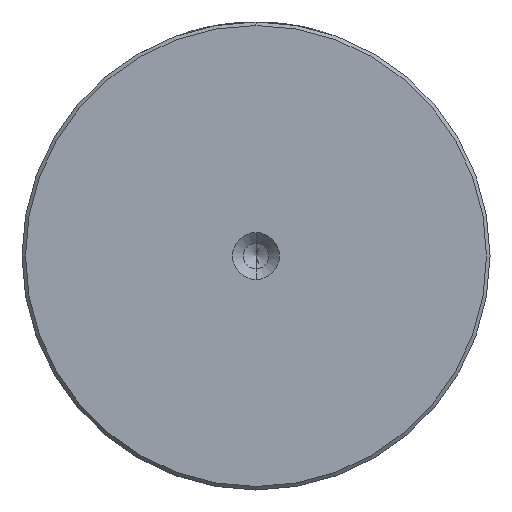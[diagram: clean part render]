
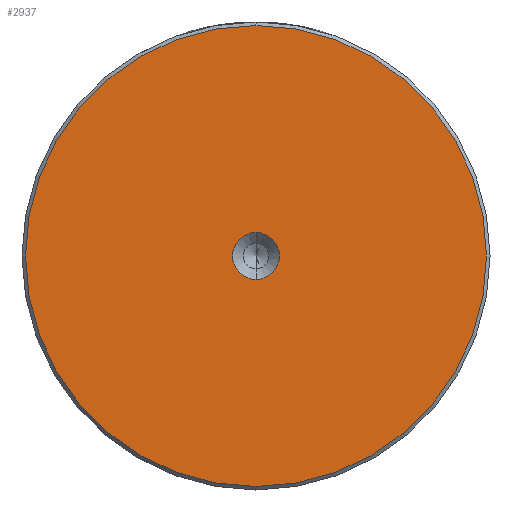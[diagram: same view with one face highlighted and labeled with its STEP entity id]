
A CAD part, left-side view. The second image highlights one B-rep face of the part: STEP entity #2937.
In plain terms, the highlighted planar face has unit normal (-1, 0, 0).
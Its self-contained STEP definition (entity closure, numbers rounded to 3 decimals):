
#3 = FACE_OUTER_BOUND ( 'NONE', #1444, .T. ) ;
#6 = VERTEX_POINT ( 'NONE', #865 ) ;
#119 = CARTESIAN_POINT ( 'NONE',  ( 0., 0., 3.3 ) ) ;
#188 = VERTEX_POINT ( 'NONE', #1978 ) ;
#338 = CARTESIAN_POINT ( 'NONE',  ( 0., 0., 32.5 ) ) ;
#340 = DIRECTION ( 'NONE',  ( -1., 0., 0. ) ) ;
#395 = CIRCLE ( 'NONE', #3050, 3.3 ) ;
#443 = CIRCLE ( 'NONE', #624, 32.5 ) ;
#558 = EDGE_CURVE ( 'NONE', #6, #2575, #2146, .T. ) ;
#586 = EDGE_CURVE ( 'NONE', #188, #2196, #794, .T. ) ;
#624 = AXIS2_PLACEMENT_3D ( 'NONE', #2781, #1290, #3035 ) ;
#676 = DIRECTION ( 'NONE',  ( -1., 0., 0. ) ) ;
#677 = FACE_BOUND ( 'NONE', #2967, .T. ) ;
#794 = CIRCLE ( 'NONE', #1834, 32.5 ) ;
#835 = DIRECTION ( 'NONE',  ( -1., 0., 0. ) ) ;
#865 = CARTESIAN_POINT ( 'NONE',  ( 0., 0., -3.3 ) ) ;
#1242 = ORIENTED_EDGE ( 'NONE', *, *, #3055, .T. ) ;
#1290 = DIRECTION ( 'NONE',  ( -1., 0., 0. ) ) ;
#1444 = EDGE_LOOP ( 'NONE', ( #2944, #1242 ) ) ;
#1506 = PLANE ( 'NONE',  #2865 ) ;
#1673 = AXIS2_PLACEMENT_3D ( 'NONE', #2355, #835, #2591 ) ;
#1834 = AXIS2_PLACEMENT_3D ( 'NONE', #1852, #340, #2104 ) ;
#1852 = CARTESIAN_POINT ( 'NONE',  ( 0., 0., 0. ) ) ;
#1978 = CARTESIAN_POINT ( 'NONE',  ( 0., 0., -32.5 ) ) ;
#2104 = DIRECTION ( 'NONE',  ( 0., 0., 1. ) ) ;
#2146 = CIRCLE ( 'NONE', #1673, 3.3 ) ;
#2184 = CARTESIAN_POINT ( 'NONE',  ( 0., 0., 0. ) ) ;
#2196 = VERTEX_POINT ( 'NONE', #338 ) ;
#2250 = DIRECTION ( 'NONE',  ( -1., 0., 0. ) ) ;
#2355 = CARTESIAN_POINT ( 'NONE',  ( 0., 0., 0. ) ) ;
#2436 = DIRECTION ( 'NONE',  ( 0., 0., 1. ) ) ;
#2451 = ORIENTED_EDGE ( 'NONE', *, *, #558, .F. ) ;
#2560 = ORIENTED_EDGE ( 'NONE', *, *, #2768, .F. ) ;
#2575 = VERTEX_POINT ( 'NONE', #119 ) ;
#2591 = DIRECTION ( 'NONE',  ( 0., 0., 1. ) ) ;
#2744 = CARTESIAN_POINT ( 'NONE',  ( 0., 0., 0. ) ) ;
#2768 = EDGE_CURVE ( 'NONE', #2575, #6, #395, .T. ) ;
#2781 = CARTESIAN_POINT ( 'NONE',  ( 0., 0., 0. ) ) ;
#2865 = AXIS2_PLACEMENT_3D ( 'NONE', #2744, #2250, #3237 ) ;
#2937 = ADVANCED_FACE ( 'NONE', ( #3, #677 ), #1506, .T. ) ;
#2944 = ORIENTED_EDGE ( 'NONE', *, *, #586, .T. ) ;
#2967 = EDGE_LOOP ( 'NONE', ( #2560, #2451 ) ) ;
#3035 = DIRECTION ( 'NONE',  ( 0., 0., 1. ) ) ;
#3050 = AXIS2_PLACEMENT_3D ( 'NONE', #2184, #676, #2436 ) ;
#3055 = EDGE_CURVE ( 'NONE', #2196, #188, #443, .T. ) ;
#3237 = DIRECTION ( 'NONE',  ( 0., 0., 1. ) ) ;
